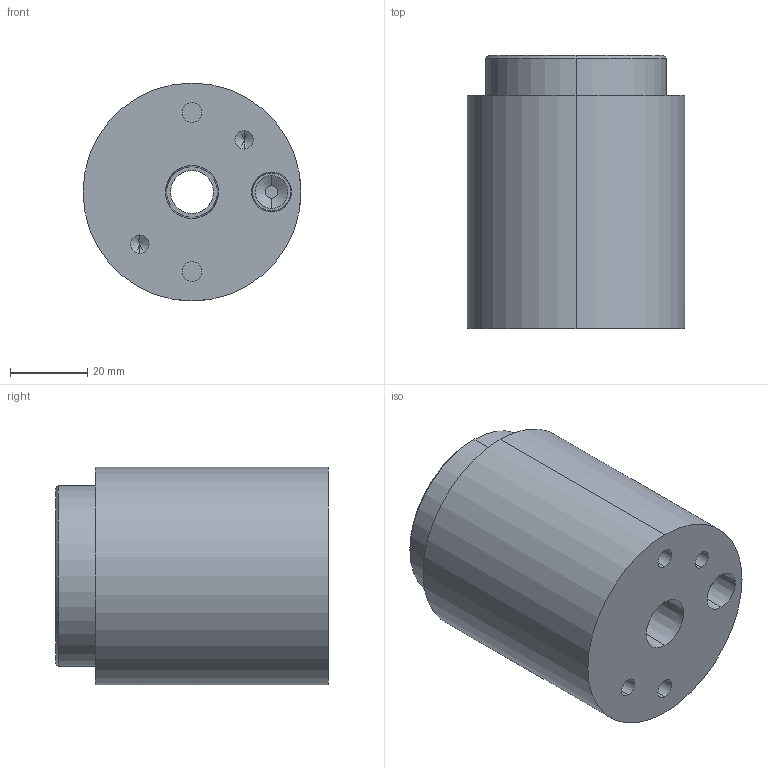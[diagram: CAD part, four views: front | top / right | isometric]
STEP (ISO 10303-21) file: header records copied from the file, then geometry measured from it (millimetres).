
FILE_DESCRIPTION (( 'STEP AP214' ), '1' );
FILE_NAME ('CTSC-002846.STEP', '2025-04-24T17:13:24', ( '' ), ( '' ), 'SwSTEP 2.0', 'SolidWorks 2023', '' );
FILE_SCHEMA (( 'AUTOMOTIVE_DESIGN' ));
Length unit declared in the file: inch
Products named in the file (1): CTSC-002846
Bounding box: 56.39 x 70.61 x 56.39 mm (x, y, z)
Volume: 145892.3 mm3; surface area: 22947.7 mm2
Topology: 1 solids, 3 shells, 124 faces, 295 edges, 188 vertices
Faces by surface type: plane 51, cylinder 48, cone 25
Entity records: 4948 total; most frequent: CARTESIAN_POINT 788, DIRECTION 638, ORIENTED_EDGE 578, EDGE_CURVE 289, AXIS2_PLACEMENT_3D 242, VERTEX_POINT 188, LINE 154, VECTOR 154
